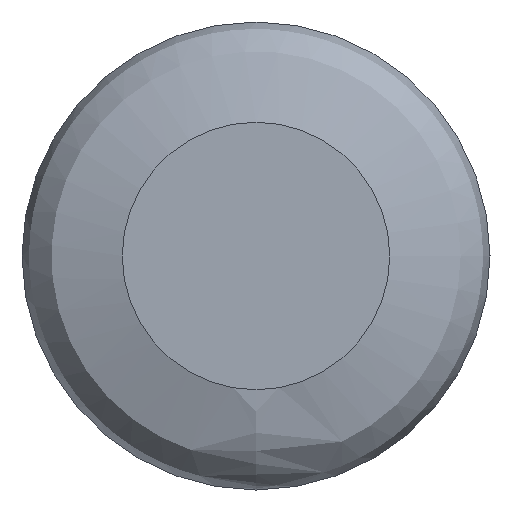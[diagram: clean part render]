
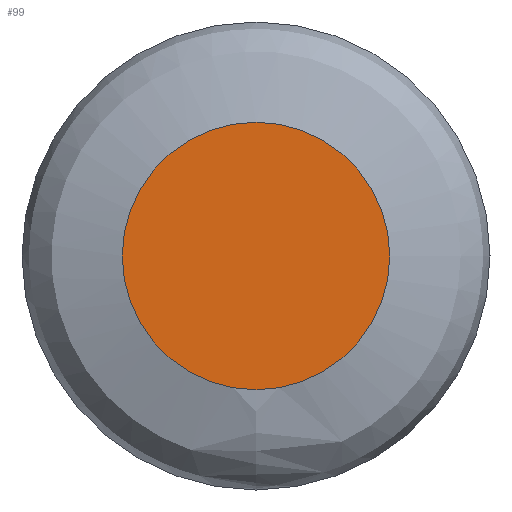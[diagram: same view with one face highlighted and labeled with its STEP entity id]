
A CAD part, left-side view. The second image highlights one B-rep face of the part: STEP entity #99.
In plain terms, the highlighted planar face has unit normal (-1, 0, 0).
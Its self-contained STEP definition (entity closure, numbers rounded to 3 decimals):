
#99=ADVANCED_FACE('',(#334),#336,.T.);
#334=FACE_BOUND('',#335,.T.);
#335=EDGE_LOOP('',(#774));
#336=PLANE('',#337);
#337=AXIS2_PLACEMENT_3D('',#338,#339,#340);
#338=CARTESIAN_POINT('',(-0.45,0.,1.1));
#339=DIRECTION('',(-1.,-0.,0.));
#340=DIRECTION('',(0.,0.,-1.));
#774=ORIENTED_EDGE('',*,*,#825,.F.);
#825=EDGE_CURVE('',#857,#857,#858,.T.);
#857=VERTEX_POINT('',#931);
#858=CIRCLE('',#932,0.629);
#931=CARTESIAN_POINT('',(-0.45,0.,0.471));
#932=AXIS2_PLACEMENT_3D('',#933,#934,#935);
#933=CARTESIAN_POINT('',(-0.45,0.,1.1));
#934=DIRECTION('',(1.,0.,0.));
#935=DIRECTION('',(0.,0.,-1.));
